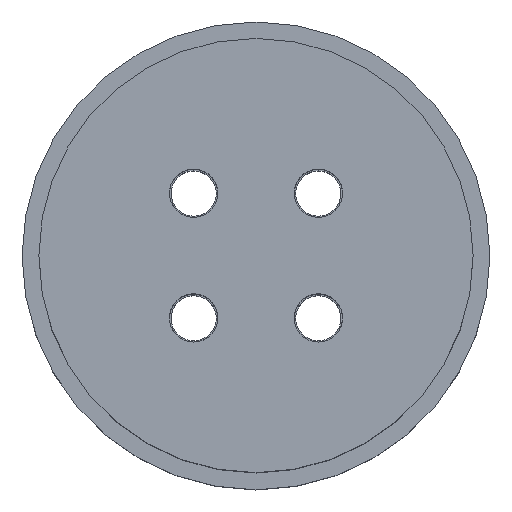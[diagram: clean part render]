
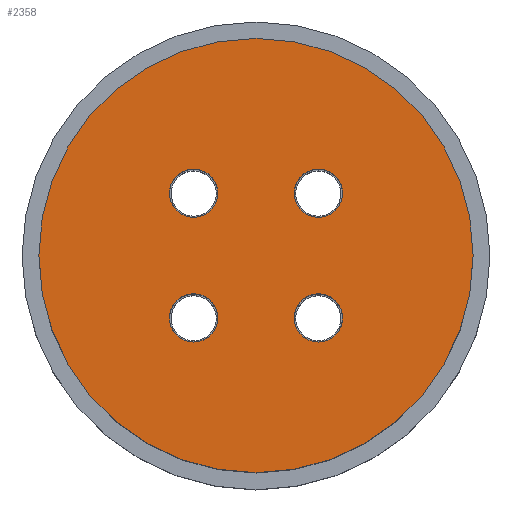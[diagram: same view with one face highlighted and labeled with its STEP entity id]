
A CAD part, top view. The second image highlights one B-rep face of the part: STEP entity #2358.
In plain terms, the highlighted planar face has unit normal (0, 0, 1).
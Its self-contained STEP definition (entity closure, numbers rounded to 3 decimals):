
#42=FACE_BOUND('',#364,.T.);
#43=FACE_BOUND('',#365,.T.);
#44=FACE_BOUND('',#366,.T.);
#45=FACE_BOUND('',#367,.T.);
#129=PLANE('',#2606);
#234=FACE_OUTER_BOUND('',#363,.T.);
#363=EDGE_LOOP('',(#2017));
#364=EDGE_LOOP('',(#2018));
#365=EDGE_LOOP('',(#2019));
#366=EDGE_LOOP('',(#2020));
#367=EDGE_LOOP('',(#2021));
#878=CIRCLE('',#2541,1.55);
#882=CIRCLE('',#2546,1.55);
#886=CIRCLE('',#2551,1.55);
#890=CIRCLE('',#2556,1.55);
#911=CIRCLE('',#2588,13.924);
#1055=VERTEX_POINT('',#3819);
#1061=VERTEX_POINT('',#3833);
#1067=VERTEX_POINT('',#3847);
#1073=VERTEX_POINT('',#3861);
#1112=VERTEX_POINT('',#3971);
#1345=EDGE_CURVE('',#1055,#1055,#878,.T.);
#1352=EDGE_CURVE('',#1061,#1061,#882,.T.);
#1359=EDGE_CURVE('',#1067,#1067,#886,.T.);
#1366=EDGE_CURVE('',#1073,#1073,#890,.T.);
#1417=EDGE_CURVE('',#1112,#1112,#911,.T.);
#2017=ORIENTED_EDGE('',*,*,#1417,.F.);
#2018=ORIENTED_EDGE('',*,*,#1345,.T.);
#2019=ORIENTED_EDGE('',*,*,#1352,.T.);
#2020=ORIENTED_EDGE('',*,*,#1359,.T.);
#2021=ORIENTED_EDGE('',*,*,#1366,.T.);
#2358=ADVANCED_FACE('',(#234,#42,#43,#44,#45),#129,.T.);
#2541=AXIS2_PLACEMENT_3D('',#3820,#2997,#2998);
#2546=AXIS2_PLACEMENT_3D('',#3834,#3010,#3011);
#2551=AXIS2_PLACEMENT_3D('',#3848,#3023,#3024);
#2556=AXIS2_PLACEMENT_3D('',#3862,#3036,#3037);
#2588=AXIS2_PLACEMENT_3D('',#3972,#3129,#3130);
#2606=AXIS2_PLACEMENT_3D('',#4144,#3175,#3176);
#2997=DIRECTION('center_axis',(0.,0.,-1.));
#2998=DIRECTION('ref_axis',(-1.,0.,0.));
#3010=DIRECTION('center_axis',(0.,0.,-1.));
#3011=DIRECTION('ref_axis',(-1.,0.,0.));
#3023=DIRECTION('center_axis',(0.,0.,-1.));
#3024=DIRECTION('ref_axis',(-1.,0.,0.));
#3036=DIRECTION('center_axis',(0.,0.,-1.));
#3037=DIRECTION('ref_axis',(-1.,0.,0.));
#3129=DIRECTION('center_axis',(0.,0.,-1.));
#3130=DIRECTION('ref_axis',(1.,0.,0.));
#3175=DIRECTION('center_axis',(0.,0.,1.));
#3176=DIRECTION('ref_axis',(1.,0.,0.));
#3819=CARTESIAN_POINT('',(-2.45,-4.,9.2));
#3820=CARTESIAN_POINT('Origin',(-4.,-4.,9.2));
#3833=CARTESIAN_POINT('',(5.55,4.,9.2));
#3834=CARTESIAN_POINT('Origin',(4.,4.,9.2));
#3847=CARTESIAN_POINT('',(5.55,-4.,9.2));
#3848=CARTESIAN_POINT('Origin',(4.,-4.,9.2));
#3861=CARTESIAN_POINT('',(-2.45,4.,9.2));
#3862=CARTESIAN_POINT('Origin',(-4.,4.,9.2));
#3971=CARTESIAN_POINT('',(-13.924,0.,9.2));
#3972=CARTESIAN_POINT('Origin',(0.,0.,9.2));
#4144=CARTESIAN_POINT('Origin',(0.,0.,9.2));
